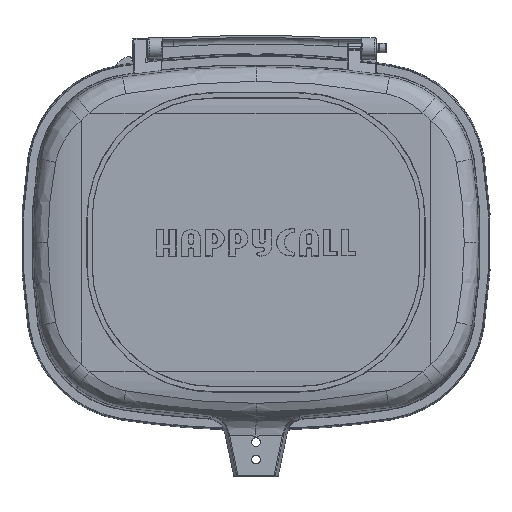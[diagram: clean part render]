
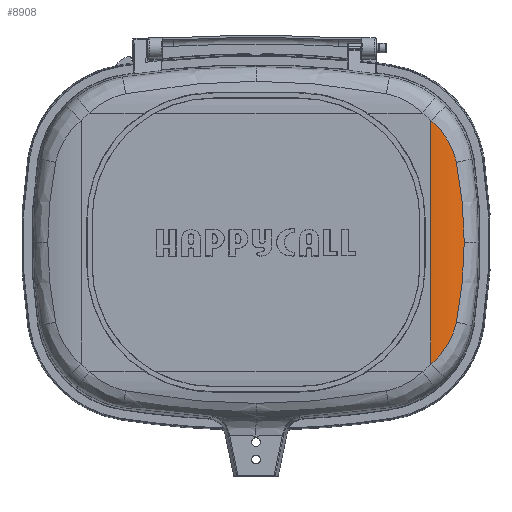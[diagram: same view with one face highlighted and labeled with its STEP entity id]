
A CAD part, top view. The second image highlights one B-rep face of the part: STEP entity #8908.
In plain terms, the highlighted cylindrical face has radius 76.987 mm (diameter 153.973 mm), a partial arc.
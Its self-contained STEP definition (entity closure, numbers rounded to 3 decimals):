
#1879=CARTESIAN_POINT('',(141.662,0.,
-27.884));
#1880=CARTESIAN_POINT('',(141.662,5.044,-27.884));
#1881=CARTESIAN_POINT('',(141.385,15.806,-27.798));
#1882=CARTESIAN_POINT('',(139.816,33.818,-27.328));
#1883=CARTESIAN_POINT('',(137.692,47.388,-26.76));
#1884=CARTESIAN_POINT('',(136.281,54.518,-26.434));
#1886=CARTESIAN_POINT('',(141.662,0.,
-27.884));
#1887=CARTESIAN_POINT('',(141.662,-5.044,
-27.884));
#1888=CARTESIAN_POINT('',(141.385,-15.806,
-27.798));
#1889=CARTESIAN_POINT('',(139.816,-33.818,
-27.328));
#1890=CARTESIAN_POINT('',(137.692,-47.388,
-26.76));
#1891=CARTESIAN_POINT('',(136.281,-54.518,
-26.434));
#1893=CARTESIAN_POINT('',(136.281,-54.518,
-26.434));
#1894=CARTESIAN_POINT('',(135.892,-56.483,
-26.344));
#1895=CARTESIAN_POINT('',(134.833,-60.42,
-26.104));
#1896=CARTESIAN_POINT('',(132.297,-66.387,
-25.603));
#1897=CARTESIAN_POINT('',(128.796,-72.229,
-25.054));
#1898=CARTESIAN_POINT('',(124.319,-77.823,
-24.593));
#1899=CARTESIAN_POINT('',(120.829,-81.197,
-24.457));
#1900=CARTESIAN_POINT('',(118.947,-82.809,
-24.457));
#1902=CARTESIAN_POINT('',(136.281,54.518,-26.434));
#1903=CARTESIAN_POINT('',(135.892,56.483,-26.344));
#1904=CARTESIAN_POINT('',(134.833,60.42,-26.104));
#1905=CARTESIAN_POINT('',(132.297,66.387,-25.603));
#1906=CARTESIAN_POINT('',(128.796,72.229,-25.054));
#1907=CARTESIAN_POINT('',(124.319,77.823,-24.593));
#1908=CARTESIAN_POINT('',(120.829,81.197,-24.457));
#1909=CARTESIAN_POINT('',(118.947,82.809,-24.457));
#2581=DIRECTION('',(0.,-1.,0.));
#2582=VECTOR('',#2581,165.619);
#2583=CARTESIAN_POINT('',(118.947,82.809,-24.457));
#2584=LINE('',#2583,#2582);
#5130=CARTESIAN_POINT('',(118.947,82.809,-24.457));
#5131=VERTEX_POINT('',#5130);
#5134=VERTEX_POINT('',#1902);
#5184=CARTESIAN_POINT('',(118.947,-82.809,
-24.457));
#5185=VERTEX_POINT('',#5184);
#5188=VERTEX_POINT('',#1893);
#5227=CARTESIAN_POINT('',(141.662,0.,
-27.884));
#5229=VERTEX_POINT('',#5227);
#8892=CARTESIAN_POINT('',(118.947,-195.5,-101.444));
#8893=DIRECTION('',(0.,-1.,0.));
#8894=DIRECTION('',(-1.,0.,0.));
#8895=AXIS2_PLACEMENT_3D('',#8892,#8893,#8894);
#8896=CYLINDRICAL_SURFACE('',#8895,76.987);
#8898=ORIENTED_EDGE('',*,*,#8897,.F.);
#8900=ORIENTED_EDGE('',*,*,#8899,.T.);
#8902=ORIENTED_EDGE('',*,*,#8901,.T.);
#8904=ORIENTED_EDGE('',*,*,#8903,.F.);
#8905=ORIENTED_EDGE('',*,*,#8882,.F.);
#8906=EDGE_LOOP('',(#8898,#8900,#8902,#8904,#8905));
#8907=FACE_OUTER_BOUND('',#8906,.F.);
#1885=B_SPLINE_CURVE_WITH_KNOTS('',3,(#1879,#1880,#1881,#1882,#1883,#1884),
.UNSPECIFIED.,.F.,.F.,(4,1,1,4),(0.,0.333,0.667,1.),
.UNSPECIFIED.);
#1892=B_SPLINE_CURVE_WITH_KNOTS('',3,(#1886,#1887,#1888,#1889,#1890,#1891),
.UNSPECIFIED.,.F.,.F.,(4,1,1,4),(0.,0.333,0.667,1.),
.UNSPECIFIED.);
#1901=B_SPLINE_CURVE_WITH_KNOTS('',3,(#1893,#1894,#1895,#1896,#1897,#1898,#1899,
#1900),.UNSPECIFIED.,.F.,.F.,(4,1,1,1,1,4),(0.,0.2,0.4,0.6,0.8,1.),
.UNSPECIFIED.);
#1910=B_SPLINE_CURVE_WITH_KNOTS('',3,(#1902,#1903,#1904,#1905,#1906,#1907,#1908,
#1909),.UNSPECIFIED.,.F.,.F.,(4,1,1,1,1,4),(0.,0.2,0.4,0.6,0.8,1.),
.UNSPECIFIED.);
#8882=EDGE_CURVE('',#5134,#5131,#1910,.T.);
#8897=EDGE_CURVE('',#5229,#5134,#1885,.T.);
#8899=EDGE_CURVE('',#5229,#5188,#1892,.T.);
#8901=EDGE_CURVE('',#5188,#5185,#1901,.T.);
#8903=EDGE_CURVE('',#5131,#5185,#2584,.T.);
#8908=ADVANCED_FACE('',(#8907),#8896,.T.);
